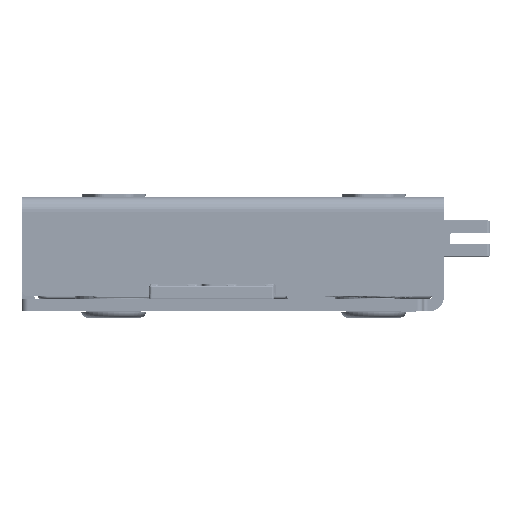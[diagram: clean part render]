
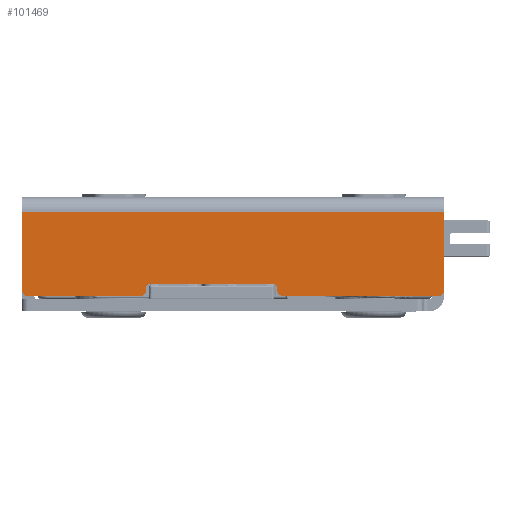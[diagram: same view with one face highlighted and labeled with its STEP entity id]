
A CAD part, left-side view. The second image highlights one B-rep face of the part: STEP entity #101469.
In plain terms, the highlighted planar face has unit normal (-1, 0, 0).
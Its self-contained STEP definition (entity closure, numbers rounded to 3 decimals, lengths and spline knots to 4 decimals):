
#5783=PLANE('',#107956);
#9786=FACE_OUTER_BOUND('',#15540,.T.);
#15540=EDGE_LOOP('',(#76297,#76298,#76299,#76300,#76301,#76302,#76303,#76304,
#76305,#76306,#76307,#76308,#76309,#76310));
#20243=CIRCLE('',#107938,0.0197);
#20245=CIRCLE('',#107942,0.0197);
#20247=CIRCLE('',#107946,0.0394);
#20252=CIRCLE('',#107953,0.0394);
#20253=CIRCLE('',#107957,0.0394);
#20254=CIRCLE('',#107958,0.0394);
#25572=LINE('',#164043,#35258);
#25578=LINE('',#164058,#35264);
#25588=LINE('',#164090,#35274);
#25589=LINE('',#164093,#35275);
#25591=LINE('',#164097,#35277);
#25592=LINE('',#164101,#35278);
#25593=LINE('',#164103,#35279);
#25594=LINE('',#164105,#35280);
#35258=VECTOR('',#122126,0.3937);
#35264=VECTOR('',#122140,0.3937);
#35274=VECTOR('',#122170,0.3937);
#35275=VECTOR('',#122173,0.3937);
#35277=VECTOR('',#122177,0.3937);
#35278=VECTOR('',#122180,0.3937);
#35279=VECTOR('',#122181,0.3937);
#35280=VECTOR('',#122182,0.3937);
#45396=VERTEX_POINT('',#164033);
#45397=VERTEX_POINT('',#164034);
#45400=VERTEX_POINT('',#164042);
#45402=VERTEX_POINT('',#164048);
#45403=VERTEX_POINT('',#164049);
#45406=VERTEX_POINT('',#164060);
#45416=VERTEX_POINT('',#164084);
#45417=VERTEX_POINT('',#164086);
#45418=VERTEX_POINT('',#164092);
#45419=VERTEX_POINT('',#164096);
#45420=VERTEX_POINT('',#164098);
#45421=VERTEX_POINT('',#164100);
#45422=VERTEX_POINT('',#164102);
#45423=VERTEX_POINT('',#164104);
#56602=EDGE_CURVE('',#45396,#45397,#20243,.T.);
#56606=EDGE_CURVE('',#45400,#45397,#25572,.T.);
#56609=EDGE_CURVE('',#45402,#45403,#20245,.T.);
#56614=EDGE_CURVE('',#45396,#45403,#25578,.T.);
#56615=EDGE_CURVE('',#45400,#45406,#20247,.T.);
#56628=EDGE_CURVE('',#45416,#45417,#20252,.T.);
#56630=EDGE_CURVE('',#45402,#45417,#25588,.T.);
#56631=EDGE_CURVE('',#45406,#45418,#25589,.T.);
#56633=EDGE_CURVE('',#45419,#45416,#25591,.T.);
#56634=EDGE_CURVE('',#45420,#45419,#20253,.T.);
#56635=EDGE_CURVE('',#45421,#45420,#25592,.T.);
#56636=EDGE_CURVE('',#45422,#45421,#25593,.T.);
#56637=EDGE_CURVE('',#45422,#45423,#25594,.T.);
#56638=EDGE_CURVE('',#45418,#45423,#20254,.T.);
#76297=ORIENTED_EDGE('',*,*,#56615,.F.);
#76298=ORIENTED_EDGE('',*,*,#56606,.T.);
#76299=ORIENTED_EDGE('',*,*,#56602,.F.);
#76300=ORIENTED_EDGE('',*,*,#56614,.T.);
#76301=ORIENTED_EDGE('',*,*,#56609,.F.);
#76302=ORIENTED_EDGE('',*,*,#56630,.T.);
#76303=ORIENTED_EDGE('',*,*,#56628,.F.);
#76304=ORIENTED_EDGE('',*,*,#56633,.F.);
#76305=ORIENTED_EDGE('',*,*,#56634,.F.);
#76306=ORIENTED_EDGE('',*,*,#56635,.F.);
#76307=ORIENTED_EDGE('',*,*,#56636,.F.);
#76308=ORIENTED_EDGE('',*,*,#56637,.T.);
#76309=ORIENTED_EDGE('',*,*,#56638,.F.);
#76310=ORIENTED_EDGE('',*,*,#56631,.F.);
#101469=ADVANCED_FACE('',(#9786),#5783,.T.);
#107938=AXIS2_PLACEMENT_3D('',#164035,#122118,#122119);
#107942=AXIS2_PLACEMENT_3D('',#164050,#122131,#122132);
#107946=AXIS2_PLACEMENT_3D('',#164061,#122143,#122144);
#107953=AXIS2_PLACEMENT_3D('',#164087,#122165,#122166);
#107956=AXIS2_PLACEMENT_3D('',#164095,#122175,#122176);
#107957=AXIS2_PLACEMENT_3D('',#164099,#122178,#122179);
#107958=AXIS2_PLACEMENT_3D('',#164106,#122183,#122184);
#122118=DIRECTION('center_axis',(-1.,0.,0.));
#122119=DIRECTION('ref_axis',(0.,0.707,0.707));
#122126=DIRECTION('',(0.,0.,1.));
#122131=DIRECTION('center_axis',(-1.,0.,0.));
#122132=DIRECTION('ref_axis',(0.,-0.707,0.707));
#122140=DIRECTION('',(0.,-1.,0.));
#122143=DIRECTION('center_axis',(1.,0.,0.));
#122144=DIRECTION('ref_axis',(0.,-0.707,-0.707));
#122165=DIRECTION('center_axis',(1.,0.,0.));
#122166=DIRECTION('ref_axis',(0.,0.707,-0.707));
#122170=DIRECTION('',(0.,0.,-1.));
#122173=DIRECTION('',(0.,1.,0.));
#122175=DIRECTION('center_axis',(-1.,0.,0.));
#122176=DIRECTION('ref_axis',(0.,1.,0.));
#122177=DIRECTION('',(0.,1.,0.));
#122178=DIRECTION('center_axis',(1.,0.,0.));
#122179=DIRECTION('ref_axis',(0.,-0.707,-0.707));
#122180=DIRECTION('',(0.,0.,-1.));
#122181=DIRECTION('',(0.,-1.,0.));
#122182=DIRECTION('',(0.,0.,-1.));
#122183=DIRECTION('center_axis',(1.,0.,0.));
#122184=DIRECTION('ref_axis',(0.,0.707,-0.707));
#164033=CARTESIAN_POINT('',(-1.2008,-0.2293,0.0956));
#164034=CARTESIAN_POINT('',(-1.2008,-0.2096,0.0759));
#164035=CARTESIAN_POINT('Origin',(-1.2008,-0.2293,0.0759));
#164042=CARTESIAN_POINT('',(-1.2008,-0.2096,0.0591));
#164043=CARTESIAN_POINT('',(-1.2008,-0.2096,0.3396));
#164048=CARTESIAN_POINT('',(-1.2008,-1.0514,0.0759));
#164049=CARTESIAN_POINT('',(-1.2008,-1.0318,0.0956));
#164050=CARTESIAN_POINT('Origin',(-1.2008,-1.0318,0.0759));
#164058=CARTESIAN_POINT('',(-1.2008,-1.1678,0.0956));
#164060=CARTESIAN_POINT('',(-1.2008,-0.1702,0.0197));
#164061=CARTESIAN_POINT('Origin',(-1.2008,-0.1702,0.0591));
#164084=CARTESIAN_POINT('',(-1.2008,-1.0908,0.0197));
#164086=CARTESIAN_POINT('',(-1.2008,-1.0514,0.0591));
#164087=CARTESIAN_POINT('Origin',(-1.2008,-1.0908,0.0591));
#164090=CARTESIAN_POINT('',(-1.2008,-1.0514,0.3775));
#164092=CARTESIAN_POINT('',(-1.2008,0.5512,0.0197));
#164093=CARTESIAN_POINT('',(-1.2008,0.5906,0.0197));
#164095=CARTESIAN_POINT('Origin',(-1.2008,-2.126,0.6594));
#164096=CARTESIAN_POINT('',(-1.2008,-2.0866,0.0197));
#164097=CARTESIAN_POINT('',(-1.2008,0.5906,0.0197));
#164098=CARTESIAN_POINT('',(-1.2008,-2.126,0.0591));
#164099=CARTESIAN_POINT('Origin',(-1.2008,-2.0866,0.0591));
#164100=CARTESIAN_POINT('',(-1.2008,-2.126,0.561));
#164101=CARTESIAN_POINT('',(-1.2008,-2.126,0.6594));
#164102=CARTESIAN_POINT('',(-1.2008,0.5906,0.561));
#164103=CARTESIAN_POINT('',(-1.2008,-1.407,0.561));
#164104=CARTESIAN_POINT('',(-1.2008,0.5906,0.0591));
#164105=CARTESIAN_POINT('',(-1.2008,0.5906,0.6594));
#164106=CARTESIAN_POINT('Origin',(-1.2008,0.5512,0.0591));
